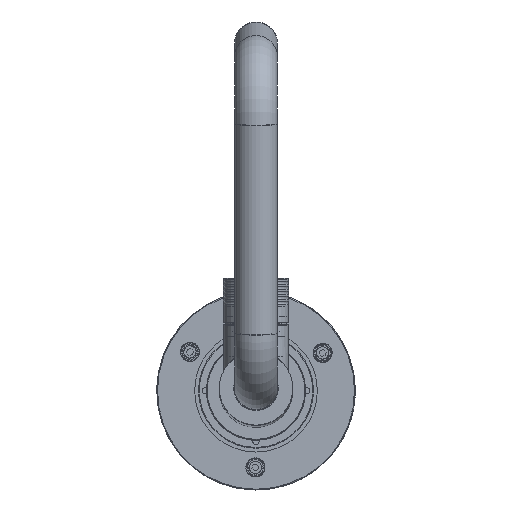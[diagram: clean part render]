
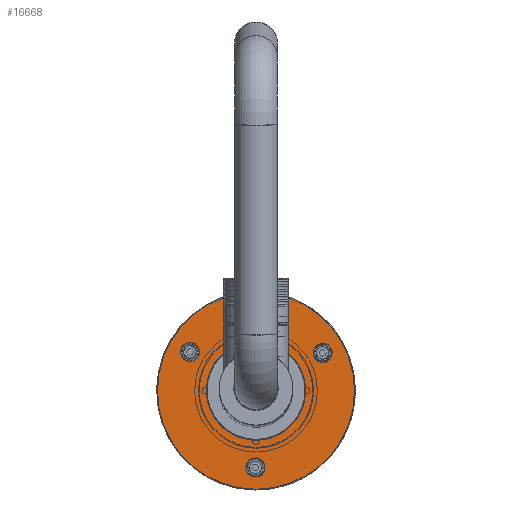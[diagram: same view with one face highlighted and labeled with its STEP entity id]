
A CAD part, top view. The second image highlights one B-rep face of the part: STEP entity #16668.
In plain terms, the highlighted planar face has unit normal (0, 0, 1).
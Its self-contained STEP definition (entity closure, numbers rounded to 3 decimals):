
#2831=PLANE('',#23258);
#4465=ORIENTED_EDGE('',*,*,#8417,.F.);
#4466=ORIENTED_EDGE('',*,*,#8418,.T.);
#4467=ORIENTED_EDGE('',*,*,#8413,.T.);
#4468=ORIENTED_EDGE('',*,*,#8414,.T.);
#4469=ORIENTED_EDGE('',*,*,#8415,.T.);
#8413=EDGE_CURVE('',#10487,#10487,#12055,.F.);
#8414=EDGE_CURVE('',#10488,#10488,#12056,.F.);
#8415=EDGE_CURVE('',#10489,#10489,#12057,.F.);
#8417=EDGE_CURVE('',#10491,#10491,#12059,.T.);
#8418=EDGE_CURVE('',#10492,#10492,#12060,.T.);
#10487=VERTEX_POINT('',#32917);
#10488=VERTEX_POINT('',#32920);
#10489=VERTEX_POINT('',#32923);
#10491=VERTEX_POINT('',#32929);
#10492=VERTEX_POINT('',#32931);
#12055=CIRCLE('',#23251,6.25);
#12056=CIRCLE('',#23253,6.25);
#12057=CIRCLE('',#23255,6.25);
#12059=CIRCLE('',#23259,29.15);
#12060=CIRCLE('',#23260,64.25);
#13195=EDGE_LOOP('',(#4465));
#13196=EDGE_LOOP('',(#4466));
#13197=EDGE_LOOP('',(#4467));
#13198=EDGE_LOOP('',(#4468));
#13199=EDGE_LOOP('',(#4469));
#14986=FACE_BOUND('',#13195,.T.);
#14987=FACE_BOUND('',#13196,.T.);
#14988=FACE_BOUND('',#13197,.T.);
#14989=FACE_BOUND('',#13198,.T.);
#14990=FACE_BOUND('',#13199,.T.);
#16668=ADVANCED_FACE('',(#14986,#14987,#14988,#14989,#14990),#2831,.T.);
#23251=AXIS2_PLACEMENT_3D('',#32916,#26110,#26111);
#23253=AXIS2_PLACEMENT_3D('',#32919,#26114,#26115);
#23255=AXIS2_PLACEMENT_3D('',#32922,#26118,#26119);
#23258=AXIS2_PLACEMENT_3D('',#32927,#26124,#26125);
#23259=AXIS2_PLACEMENT_3D('',#32928,#26126,#26127);
#23260=AXIS2_PLACEMENT_3D('',#32930,#26128,#26129);
#26110=DIRECTION('',(0.,0.,1.));
#26111=DIRECTION('',(0.588,-0.809,0.));
#26114=DIRECTION('',(0.,0.,1.));
#26115=DIRECTION('',(0.809,0.588,0.));
#26118=DIRECTION('',(0.,0.,1.));
#26119=DIRECTION('',(0.809,0.588,0.));
#26124=DIRECTION('',(0.,0.,1.));
#26125=DIRECTION('',(0.112,0.994,0.));
#26126=DIRECTION('',(0.,0.,1.));
#26127=DIRECTION('',(1.,0.,0.));
#26128=DIRECTION('',(0.,0.,1.));
#26129=DIRECTION('',(1.,0.,0.));
#32916=CARTESIAN_POINT('',(-49.999,0.369,-805.8));
#32917=CARTESIAN_POINT('',(-46.325,-4.687,-805.8));
#32919=CARTESIAN_POINT('',(25.319,43.115,-805.8));
#32920=CARTESIAN_POINT('',(30.376,46.789,-805.8));
#32922=CARTESIAN_POINT('',(24.679,-43.485,-805.8));
#32923=CARTESIAN_POINT('',(29.736,-39.811,-805.8));
#32927=CARTESIAN_POINT('',(57.1,-71.587,-805.8));
#32928=CARTESIAN_POINT('',(0.,0.,-805.8));
#32929=CARTESIAN_POINT('',(29.15,0.,-805.8));
#32930=CARTESIAN_POINT('',(0.,0.,-805.8));
#32931=CARTESIAN_POINT('',(64.25,0.,-805.8));
